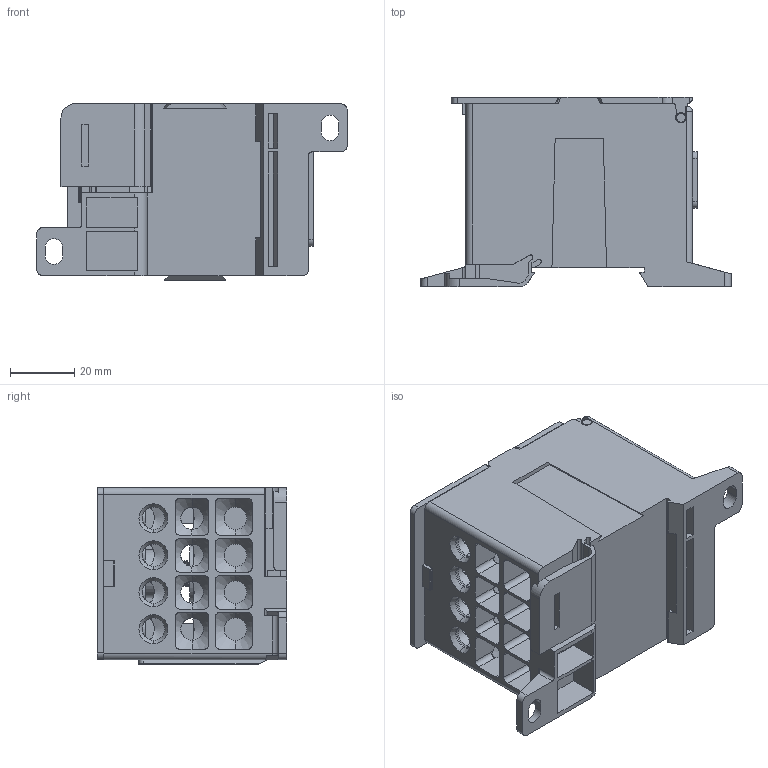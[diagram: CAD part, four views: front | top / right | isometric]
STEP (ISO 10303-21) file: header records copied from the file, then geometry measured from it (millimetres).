
FILE_DESCRIPTION((''),'2;1');
FILE_NAME('8YB754701_','2022-03-22T',('ASUS'),(''),'PRO/ENGINEER BY PARAMETRIC TECHNOLOGY CORPORATION, 2013230','PRO/ENGINEER BY PARAMETRIC TECHNOLOGY CORPORATION, 2013230','');
FILE_SCHEMA(('CONFIG_CONTROL_DESIGN'));
Length unit declared in the file: millimetre
Products named in the file (1): 8YB754701_
Bounding box: 96.5 x 59 x 54.9 mm (x, y, z)
Volume: 110518.3 mm3; surface area: 64350.5 mm2
Topology: 1 solids, 1 shells, 724 faces, 2074 edges, 1334 vertices
Faces by surface type: cylinder 310, plane 259, cone 104, bspline 37, torus 10, sphere 4
Entity records: 30564 total; most frequent: CARTESIAN_POINT 11836, ORIENTED_EDGE 4136, DIRECTION 3614, EDGE_CURVE 2068, VERTEX_POINT 1334, AXIS2_PLACEMENT_3D 1248, VECTOR 1118, LINE 1118
